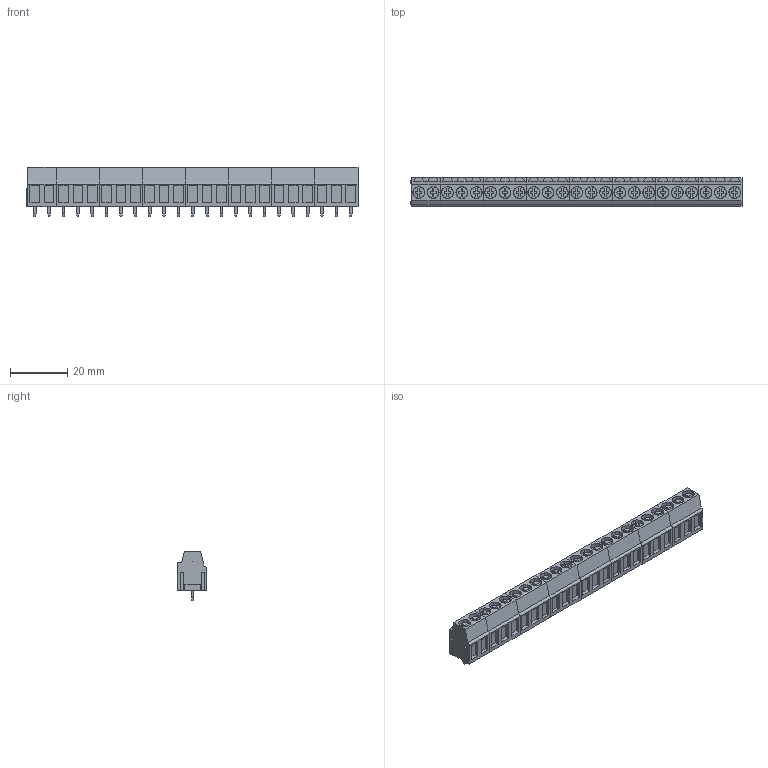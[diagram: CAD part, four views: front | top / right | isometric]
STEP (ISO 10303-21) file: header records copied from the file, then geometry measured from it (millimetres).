
FILE_DESCRIPTION(('CATIA V5 STEP Exchange','CAx-IF Rec.Pracs.--- Model Styling and Organization---1.2---2011-12-15'),'2;1');
FILE_NAME ('D1449962_0_1234200000_1234200000.stp','2018-03-31T09:39:23+00:00',('none'),('Weidmueller'),'CATIA Version 5-6 Release 2014','CATIA V5 STEP AP214','none');
FILE_SCHEMA(('AUTOMOTIVE_DESIGN { 1 0 10303 214 1 1 1 1 }'));
Products named in the file (1): 1234200000
Bounding box: 115.55 x 10 x 17.3 mm (x, y, z)
Volume: 11308.9 mm3; surface area: 13478.4 mm2
Topology: 54 solids, 54 shells, 1964 faces, 5269 edges, 3482 vertices
Faces by surface type: plane 1634, cylinder 330
Entity records: 60628 total; most frequent: CARTESIAN_POINT 12234, ORIENTED_EDGE 10538, DIRECTION 8805, EDGE_CURVE 5269, VECTOR 4287, LINE 4287, VERTEX_POINT 3482, AXIS2_PLACEMENT_3D 2554
